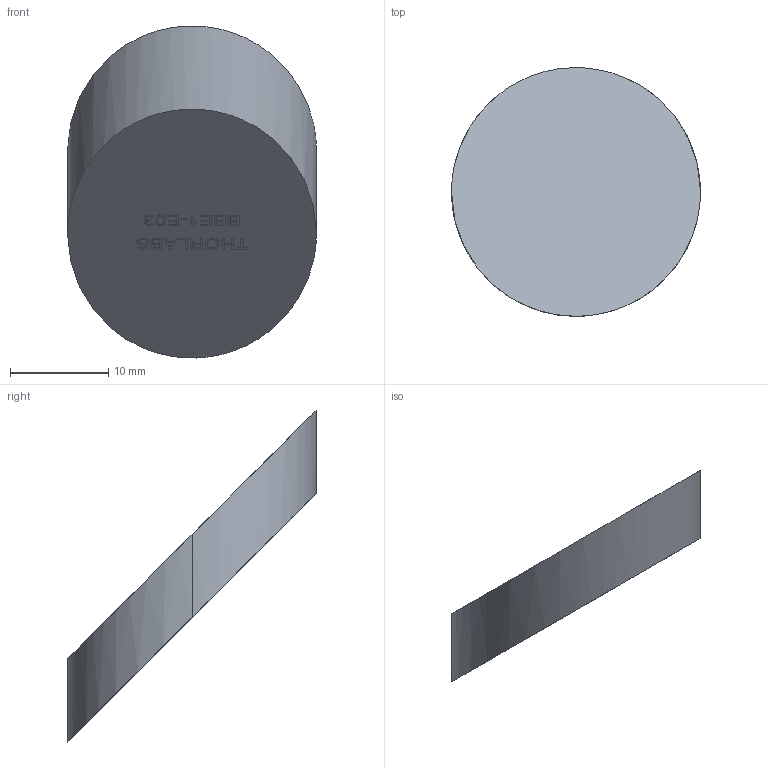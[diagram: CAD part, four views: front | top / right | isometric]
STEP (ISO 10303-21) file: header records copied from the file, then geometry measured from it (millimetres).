
FILE_DESCRIPTION (( 'STEP AP214' ), '1' );
FILE_NAME ('21939-E0W.STEP', '2011-02-09T21:02:30', ( 'Admin' ), ( 'Thorlabs, Inc.' ), 'SwSTEP 2.0', 'SolidWorks 2009', '' );
FILE_SCHEMA (( 'AUTOMOTIVE_DESIGN' ));
Length unit declared in the file: millimetre
Products named in the file (1): 21939-E0W
Bounding box: 25.4 x 25.38 x 33.86 mm (x, y, z)
Volume: 4299.2 mm3; surface area: 2110.1 mm2
Topology: 1 solids, 1 shells, 231 faces, 609 edges, 406 vertices
Faces by surface type: plane 141, bspline 88, cylinder 2
Entity records: 17150 total; most frequent: CARTESIAN_POINT 9467, ORIENTED_EDGE 1218, DIRECTION 717, EDGE_CURVE 609, LINE 429, VECTOR 429, VERTEX_POINT 406, EDGE_LOOP 257
